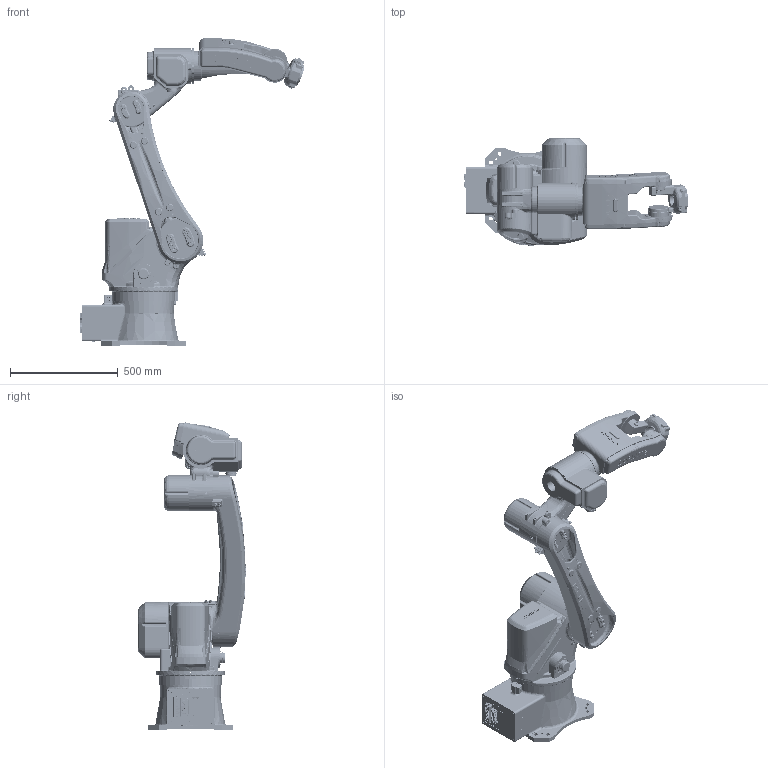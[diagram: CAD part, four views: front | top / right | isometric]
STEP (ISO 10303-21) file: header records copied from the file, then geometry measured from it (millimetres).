
FILE_DESCRIPTION (( 'STEP AP214' ), '1' );
FILE_NAME ('装配体1.STEP', '2022-03-08T06:58:40', ( '微软用户' ), ( '微软中国' ), 'SwSTEP 2.0', 'SolidWorks 2014', '' );
FILE_SCHEMA (( 'AUTOMOTIVE_DESIGN' ));
Length unit declared in the file: millimetre
Products named in the file (8): PCR6WD16D001 侐粣蚾饜极; PCR6WD16C001 三轴装配体; PCR6WD16F001 鞠粣蚾饜极; PCR6WD16E001 拻粣蚾饜极; PCR6WD16A001 珨粣蚾饜极; PCR6WD16F002 藺傷楊擘; 蚾饜极1; PCR6WD16B001 媼粣蚾饜极
Assembly tree (7 placements, depth 2):
  蚾饜极1
    PCR6WD16A001 珨粣蚾饜极
    PCR6WD16B001 媼粣蚾饜极
    PCR6WD16C001 三轴装配体
    PCR6WD16D001 侐粣蚾饜极
    PCR6WD16E001 拻粣蚾饜极
    PCR6WD16F001 鞠粣蚾饜极
    PCR6WD16F002 藺傷楊擘
Bounding box: 1041.39 x 496.53 x 1424.94 mm (x, y, z)
Surface area: 3507848.1 mm2 (no closed solid volume)
Topology: 0 solids, 230 shells, 4914 faces, 21739 edges, 16852 vertices
Faces by surface type: plane 1871, cylinder 1430, bspline 1279, cone 269, torus 65
Entity records: 418097 total; most frequent: CARTESIAN_POINT 202988, ORIENTED_EDGE 32387, DIRECTION 27643, EDGE_CURVE 21611, VERTEX_POINT 16852, VECTOR 12315, LINE 12315, AXIS2_PLACEMENT_3D 7664
